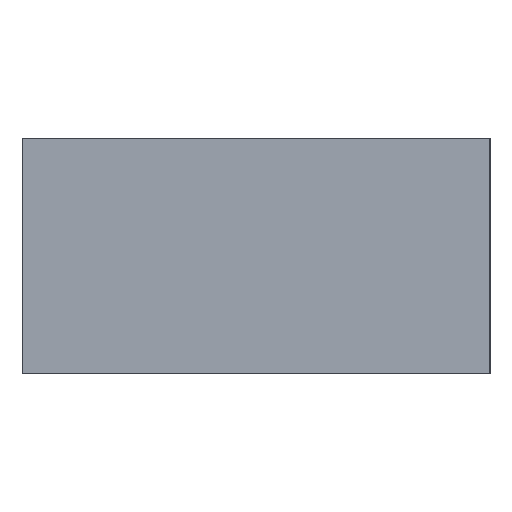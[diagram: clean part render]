
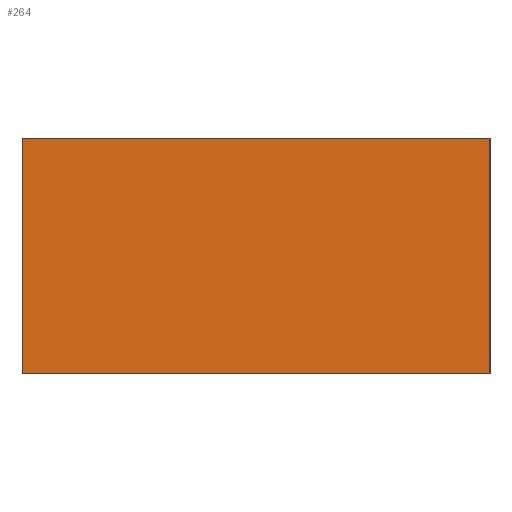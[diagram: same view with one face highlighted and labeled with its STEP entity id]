
A CAD part, left-side view. The second image highlights one B-rep face of the part: STEP entity #264.
In plain terms, the highlighted planar face has unit normal (-1, 0, 0).
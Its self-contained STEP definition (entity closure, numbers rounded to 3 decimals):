
#225=CARTESIAN_POINT('',(-1.016,0.,0.42));
#226=DIRECTION('',(1.0,0.0,0.0));
#227=DIRECTION('',(0.0,0.0,1.0));
#228=AXIS2_PLACEMENT_3D('',#225,#226,#227);
#229=PLANE('',#228);
#230=CARTESIAN_POINT('',(-1.016,0.635,0.64));
#231=VERTEX_POINT('',#230);
#232=CARTESIAN_POINT('',(-1.016,0.635,0.0));
#233=VERTEX_POINT('',#232);
#234=CARTESIAN_POINT('',(-1.016,0.635,0.64));
#235=DIRECTION('',(0.0,0.0,-1.0));
#236=VECTOR('',#235,0.64);
#237=LINE('',#234,#236);
#238=EDGE_CURVE('',#231,#233,#237,.T.);
#239=ORIENTED_EDGE('',*,*,#238,.T.);
#240=CARTESIAN_POINT('',(-1.016,-0.635,0.0));
#241=VERTEX_POINT('',#240);
#242=CARTESIAN_POINT('',(-1.016,-0.635,0.0));
#243=DIRECTION('',(0.0,1.0,0.0));
#244=VECTOR('',#243,1.27);
#245=LINE('',#242,#244);
#246=EDGE_CURVE('',#241,#233,#245,.T.);
#247=ORIENTED_EDGE('',*,*,#246,.F.);
#248=CARTESIAN_POINT('',(-1.016,-0.635,0.64));
#249=VERTEX_POINT('',#248);
#250=CARTESIAN_POINT('',(-1.016,-0.635,0.64));
#251=DIRECTION('',(0.0,0.0,-1.0));
#252=VECTOR('',#251,0.64);
#253=LINE('',#250,#252);
#254=EDGE_CURVE('',#249,#241,#253,.T.);
#255=ORIENTED_EDGE('',*,*,#254,.F.);
#256=CARTESIAN_POINT('',(-1.016,0.635,0.64));
#257=DIRECTION('',(0.0,-1.0,0.0));
#258=VECTOR('',#257,1.27);
#259=LINE('',#256,#258);
#260=EDGE_CURVE('',#231,#249,#259,.T.);
#261=ORIENTED_EDGE('',*,*,#260,.F.);
#262=EDGE_LOOP('',(#239,#247,#255,#261));
#263=FACE_OUTER_BOUND('',#262,.T.);
#264=ADVANCED_FACE('',(#263),#229,.F.);
